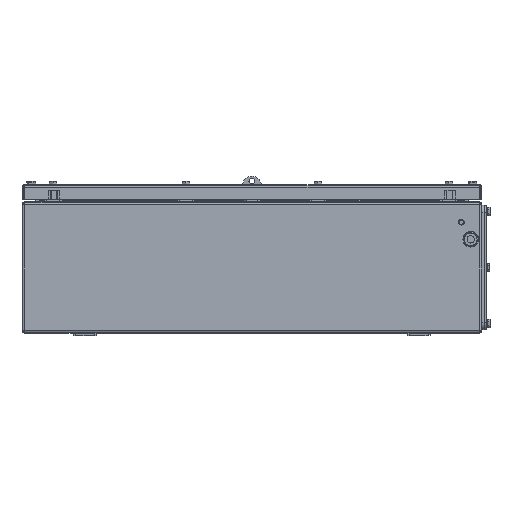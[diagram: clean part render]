
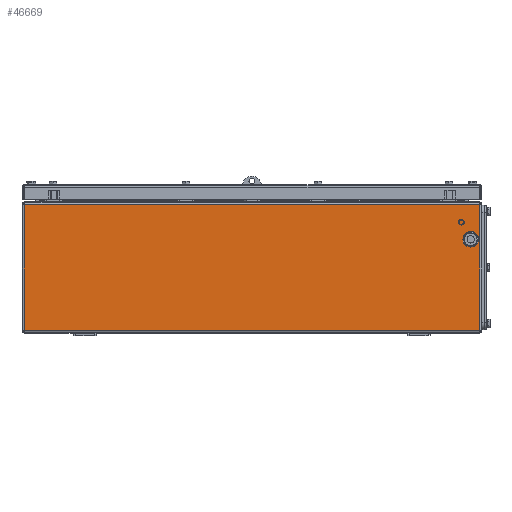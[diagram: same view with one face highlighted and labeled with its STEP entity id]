
A CAD part, left-side view. The second image highlights one B-rep face of the part: STEP entity #46669.
In plain terms, the highlighted planar face has unit normal (-1, 0, 0).
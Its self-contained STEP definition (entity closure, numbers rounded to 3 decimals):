
#46584=AXIS2_PLACEMENT_3D('Plane Axis2P3D',#46581,#46582,#46583) ;
#45807=CARTESIAN_POINT('Vertex',(25.5,14.,176.5)) ;
#45810=CARTESIAN_POINT('Line Origine',(25.5,14.,180.5)) ;
#45814=CARTESIAN_POINT('Vertex',(25.5,14.,7.5)) ;
#46581=CARTESIAN_POINT('Axis2P3D Location',(25.5,631.,180.5)) ;
#46586=CARTESIAN_POINT('Line Origine',(25.5,628.,92.)) ;
#46590=CARTESIAN_POINT('Vertex',(25.5,628.,176.5)) ;
#46592=CARTESIAN_POINT('Vertex',(25.5,628.,7.5)) ;
#46595=CARTESIAN_POINT('Line Origine',(25.5,321.,7.5)) ;
#46600=CARTESIAN_POINT('Line Origine',(25.5,321.,176.5)) ;
#46611=CARTESIAN_POINT('Line Origine',(25.5,31.15,130.)) ;
#46615=CARTESIAN_POINT('Vertex',(25.5,31.15,134.96)) ;
#46617=CARTESIAN_POINT('Vertex',(25.5,31.15,125.04)) ;
#46621=CARTESIAN_POINT('Control Point',(25.5,20.85,134.96)) ;
#46622=CARTESIAN_POINT('Control Point',(25.5,21.304,135.432)) ;
#46623=CARTESIAN_POINT('Control Point',(25.5,21.813,135.851)) ;
#46624=CARTESIAN_POINT('Control Point',(25.5,22.367,136.211)) ;
#46625=CARTESIAN_POINT('Control Point',(25.5,23.549,136.796)) ;
#46626=CARTESIAN_POINT('Control Point',(25.5,24.832,137.1)) ;
#46627=CARTESIAN_POINT('Control Point',(25.5,25.488,137.177)) ;
#46628=CARTESIAN_POINT('Control Point',(25.5,26.806,137.18)) ;
#46629=CARTESIAN_POINT('Control Point',(25.5,28.091,136.885)) ;
#46630=CARTESIAN_POINT('Control Point',(25.5,28.714,136.664)) ;
#46631=CARTESIAN_POINT('Control Point',(25.5,29.609,136.225)) ;
#46632=CARTESIAN_POINT('Control Point',(25.5,30.411,135.642)) ;
#46633=CARTESIAN_POINT('Control Point',(25.5,30.671,135.429)) ;
#46634=CARTESIAN_POINT('Control Point',(25.5,30.918,135.201)) ;
#46635=CARTESIAN_POINT('Control Point',(25.5,31.15,134.96)) ;
#46636=CARTESIAN_POINT('Vertex',(25.5,20.85,134.96)) ;
#46639=CARTESIAN_POINT('Line Origine',(25.5,20.85,130.)) ;
#46643=CARTESIAN_POINT('Vertex',(25.5,20.85,125.04)) ;
#46647=CARTESIAN_POINT('Control Point',(25.5,31.15,125.04)) ;
#46648=CARTESIAN_POINT('Control Point',(25.5,30.696,124.568)) ;
#46649=CARTESIAN_POINT('Control Point',(25.5,30.187,124.149)) ;
#46650=CARTESIAN_POINT('Control Point',(25.5,29.633,123.789)) ;
#46651=CARTESIAN_POINT('Control Point',(25.5,28.451,123.204)) ;
#46652=CARTESIAN_POINT('Control Point',(25.5,27.168,122.9)) ;
#46653=CARTESIAN_POINT('Control Point',(25.5,26.512,122.823)) ;
#46654=CARTESIAN_POINT('Control Point',(25.5,25.194,122.82)) ;
#46655=CARTESIAN_POINT('Control Point',(25.5,23.909,123.115)) ;
#46656=CARTESIAN_POINT('Control Point',(25.5,23.286,123.336)) ;
#46657=CARTESIAN_POINT('Control Point',(25.5,22.391,123.775)) ;
#46658=CARTESIAN_POINT('Control Point',(25.5,21.589,124.358)) ;
#46659=CARTESIAN_POINT('Control Point',(25.5,21.329,124.571)) ;
#46660=CARTESIAN_POINT('Control Point',(25.5,21.082,124.799)) ;
#46661=CARTESIAN_POINT('Control Point',(25.5,20.85,125.04)) ;
#45811=DIRECTION('Vector Direction',(0.,0.,-1.)) ;
#46582=DIRECTION('Axis2P3D Direction',(1.,0.,0.)) ;
#46583=DIRECTION('Axis2P3D XDirection',(0.,1.,0.)) ;
#46587=DIRECTION('Vector Direction',(0.,0.,-1.)) ;
#46596=DIRECTION('Vector Direction',(0.,-1.,0.)) ;
#46601=DIRECTION('Vector Direction',(0.,1.,0.)) ;
#46612=DIRECTION('Vector Direction',(0.,0.,-1.)) ;
#46640=DIRECTION('Vector Direction',(0.,0.,1.)) ;
#45812=VECTOR('Line Direction',#45811,1.) ;
#46588=VECTOR('Line Direction',#46587,1.) ;
#46597=VECTOR('Line Direction',#46596,1.) ;
#46602=VECTOR('Line Direction',#46601,1.) ;
#46613=VECTOR('Line Direction',#46612,1.) ;
#46641=VECTOR('Line Direction',#46640,1.) ;
#46606=ORIENTED_EDGE('',*,*,#46594,.T.) ;
#46607=ORIENTED_EDGE('',*,*,#46599,.T.) ;
#46608=ORIENTED_EDGE('',*,*,#45816,.T.) ;
#46609=ORIENTED_EDGE('',*,*,#46604,.T.) ;
#46664=ORIENTED_EDGE('',*,*,#46619,.F.) ;
#46665=ORIENTED_EDGE('',*,*,#46638,.F.) ;
#46666=ORIENTED_EDGE('',*,*,#46645,.F.) ;
#46667=ORIENTED_EDGE('',*,*,#46662,.F.) ;
#46668=FACE_BOUND('',#46663,.T.) ;
#46669=ADVANCED_FACE('Body',(#46610,#46668),#46585,.F.) ;
#46620=B_SPLINE_CURVE_WITH_KNOTS('',5,(#46621,#46622,#46623,#46624,#46625,#46626,#46627,#46628,#46629,#46630,#46631,#46632,#46633,#46634,#46635),.UNSPECIFIED.,.F.,.U.,(6,3,3,3,6),(0.,4.631,9.263,13.894,16.264),.UNSPECIFIED.) ;
#46646=B_SPLINE_CURVE_WITH_KNOTS('',5,(#46647,#46648,#46649,#46650,#46651,#46652,#46653,#46654,#46655,#46656,#46657,#46658,#46659,#46660,#46661),.UNSPECIFIED.,.F.,.U.,(6,3,3,3,6),(0.,4.631,9.263,13.894,16.264),.UNSPECIFIED.) ;
#45816=EDGE_CURVE('',#45815,#45808,#45813,.F.) ;
#46594=EDGE_CURVE('',#46591,#46593,#46589,.T.) ;
#46599=EDGE_CURVE('',#46593,#45815,#46598,.T.) ;
#46604=EDGE_CURVE('',#45808,#46591,#46603,.T.) ;
#46619=EDGE_CURVE('',#46616,#46618,#46614,.T.) ;
#46638=EDGE_CURVE('',#46637,#46616,#46620,.T.) ;
#46645=EDGE_CURVE('',#46644,#46637,#46642,.T.) ;
#46662=EDGE_CURVE('',#46618,#46644,#46646,.T.) ;
#46605=EDGE_LOOP('',(#46606,#46607,#46608,#46609)) ;
#46663=EDGE_LOOP('',(#46664,#46665,#46666,#46667)) ;
#46610=FACE_OUTER_BOUND('',#46605,.T.) ;
#45813=LINE('Line',#45810,#45812) ;
#46589=LINE('Line',#46586,#46588) ;
#46598=LINE('Line',#46595,#46597) ;
#46603=LINE('Line',#46600,#46602) ;
#46614=LINE('Line',#46611,#46613) ;
#46642=LINE('Line',#46639,#46641) ;
#46585=PLANE('',#46584) ;
#45808=VERTEX_POINT('',#45807) ;
#45815=VERTEX_POINT('',#45814) ;
#46591=VERTEX_POINT('',#46590) ;
#46593=VERTEX_POINT('',#46592) ;
#46616=VERTEX_POINT('',#46615) ;
#46618=VERTEX_POINT('',#46617) ;
#46637=VERTEX_POINT('',#46636) ;
#46644=VERTEX_POINT('',#46643) ;
